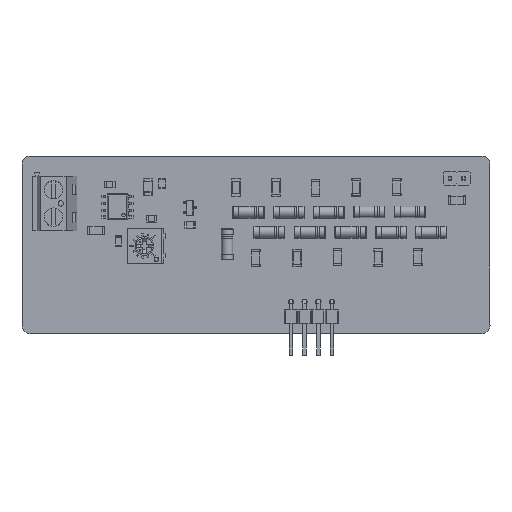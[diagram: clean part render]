
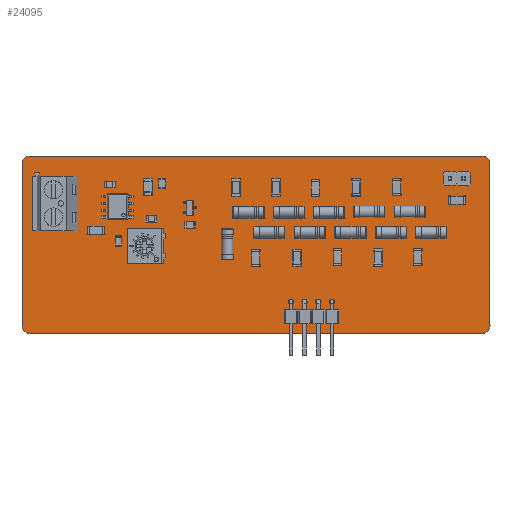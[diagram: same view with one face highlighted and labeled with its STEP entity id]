
A CAD part, top view. The second image highlights one B-rep face of the part: STEP entity #24095.
In plain terms, the highlighted planar face has unit normal (0, 0, 1).
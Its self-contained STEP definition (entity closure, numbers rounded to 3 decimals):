
#23825 = VERTEX_POINT('',#23826);
#23826 = CARTESIAN_POINT('',(180.086,-59.817,1.6));
#23832 = EDGE_CURVE('',#23825,#23833,#23835,.T.);
#23833 = VERTEX_POINT('',#23834);
#23834 = CARTESIAN_POINT('',(181.61,-61.366,1.6));
#23835 = CIRCLE('',#23836,1.524);
#23836 = AXIS2_PLACEMENT_3D('',#23837,#23838,#23839);
#23837 = CARTESIAN_POINT('',(180.086,-61.341,1.6));
#23838 = DIRECTION('',(0.,0.,-1.));
#23839 = DIRECTION('',(0.,1.,0.));
#23867 = VERTEX_POINT('',#23868);
#23868 = CARTESIAN_POINT('',(96.164,-59.817,1.6));
#23874 = EDGE_CURVE('',#23867,#23825,#23875,.T.);
#23875 = LINE('',#23876,#23877);
#23876 = CARTESIAN_POINT('',(96.164,-59.817,1.6));
#23877 = VECTOR('',#23878,1.);
#23878 = DIRECTION('',(1.,0.,0.));
#23896 = EDGE_CURVE('',#23833,#23897,#23899,.T.);
#23897 = VERTEX_POINT('',#23898);
#23898 = CARTESIAN_POINT('',(181.61,-91.288,1.6));
#23899 = LINE('',#23900,#23901);
#23900 = CARTESIAN_POINT('',(181.61,-61.366,1.6));
#23901 = VECTOR('',#23902,1.);
#23902 = DIRECTION('',(0.,-1.,0.));
#24095 = ADVANCED_FACE('',(#24096,#24142,#24153,#24164,#24175,#24186,
    #24197,#24208,#24219,#24230,#24241,#24252),#24263,.F.);
#24096 = FACE_BOUND('',#24097,.F.);
#24097 = EDGE_LOOP('',(#24098,#24099,#24100,#24109,#24117,#24126,#24134,
    #24141));
#24098 = ORIENTED_EDGE('',*,*,#23832,.T.);
#24099 = ORIENTED_EDGE('',*,*,#23896,.T.);
#24100 = ORIENTED_EDGE('',*,*,#24101,.T.);
#24101 = EDGE_CURVE('',#23897,#24102,#24104,.T.);
#24102 = VERTEX_POINT('',#24103);
#24103 = CARTESIAN_POINT('',(180.086,-92.812,1.6));
#24104 = CIRCLE('',#24105,1.524);
#24105 = AXIS2_PLACEMENT_3D('',#24106,#24107,#24108);
#24106 = CARTESIAN_POINT('',(180.086,-91.288,1.6));
#24107 = DIRECTION('',(0.,0.,-1.));
#24108 = DIRECTION('',(1.,0.,0.));
#24109 = ORIENTED_EDGE('',*,*,#24110,.T.);
#24110 = EDGE_CURVE('',#24102,#24111,#24113,.T.);
#24111 = VERTEX_POINT('',#24112);
#24112 = CARTESIAN_POINT('',(96.139,-92.812,1.6));
#24113 = LINE('',#24114,#24115);
#24114 = CARTESIAN_POINT('',(180.086,-92.812,1.6));
#24115 = VECTOR('',#24116,1.);
#24116 = DIRECTION('',(-1.,0.,0.));
#24117 = ORIENTED_EDGE('',*,*,#24118,.T.);
#24118 = EDGE_CURVE('',#24111,#24119,#24121,.T.);
#24119 = VERTEX_POINT('',#24120);
#24120 = CARTESIAN_POINT('',(94.615,-91.288,1.6));
#24121 = CIRCLE('',#24122,1.524);
#24122 = AXIS2_PLACEMENT_3D('',#24123,#24124,#24125);
#24123 = CARTESIAN_POINT('',(96.139,-91.288,1.6));
#24124 = DIRECTION('',(0.,0.,-1.));
#24125 = DIRECTION('',(0.,-1.,0.));
#24126 = ORIENTED_EDGE('',*,*,#24127,.T.);
#24127 = EDGE_CURVE('',#24119,#24128,#24130,.T.);
#24128 = VERTEX_POINT('',#24129);
#24129 = CARTESIAN_POINT('',(94.615,-61.341,1.6));
#24130 = LINE('',#24131,#24132);
#24131 = CARTESIAN_POINT('',(94.615,-91.288,1.6));
#24132 = VECTOR('',#24133,1.);
#24133 = DIRECTION('',(0.,1.,0.));
#24134 = ORIENTED_EDGE('',*,*,#24135,.T.);
#24135 = EDGE_CURVE('',#24128,#23867,#24136,.T.);
#24136 = CIRCLE('',#24137,1.524);
#24137 = AXIS2_PLACEMENT_3D('',#24138,#24139,#24140);
#24138 = CARTESIAN_POINT('',(96.139,-61.341,1.6));
#24139 = DIRECTION('',(0.,0.,-1.));
#24140 = DIRECTION('',(-1.,0.,0.));
#24141 = ORIENTED_EDGE('',*,*,#23874,.T.);
#24142 = FACE_BOUND('',#24143,.F.);
#24143 = EDGE_LOOP('',(#24144));
#24144 = ORIENTED_EDGE('',*,*,#24145,.F.);
#24145 = EDGE_CURVE('',#24146,#24146,#24148,.T.);
#24146 = VERTEX_POINT('',#24147);
#24147 = CARTESIAN_POINT('',(152.238,-87.438,1.6));
#24148 = CIRCLE('',#24149,0.5);
#24149 = AXIS2_PLACEMENT_3D('',#24150,#24151,#24152);
#24150 = CARTESIAN_POINT('',(152.238,-86.938,1.6));
#24151 = DIRECTION('',(-0.,0.,-1.));
#24152 = DIRECTION('',(-0.,-1.,0.));
#24153 = FACE_BOUND('',#24154,.F.);
#24154 = EDGE_LOOP('',(#24155));
#24155 = ORIENTED_EDGE('',*,*,#24156,.F.);
#24156 = EDGE_CURVE('',#24157,#24157,#24159,.T.);
#24157 = VERTEX_POINT('',#24158);
#24158 = CARTESIAN_POINT('',(149.698,-87.438,1.6));
#24159 = CIRCLE('',#24160,0.5);
#24160 = AXIS2_PLACEMENT_3D('',#24161,#24162,#24163);
#24161 = CARTESIAN_POINT('',(149.698,-86.938,1.6));
#24162 = DIRECTION('',(-0.,0.,-1.));
#24163 = DIRECTION('',(-0.,-1.,0.));
#24164 = FACE_BOUND('',#24165,.F.);
#24165 = EDGE_LOOP('',(#24166));
#24166 = ORIENTED_EDGE('',*,*,#24167,.F.);
#24167 = EDGE_CURVE('',#24168,#24168,#24170,.T.);
#24168 = VERTEX_POINT('',#24169);
#24169 = CARTESIAN_POINT('',(147.158,-87.438,1.6));
#24170 = CIRCLE('',#24171,0.5);
#24171 = AXIS2_PLACEMENT_3D('',#24172,#24173,#24174);
#24172 = CARTESIAN_POINT('',(147.158,-86.938,1.6));
#24173 = DIRECTION('',(-0.,0.,-1.));
#24174 = DIRECTION('',(-0.,-1.,0.));
#24175 = FACE_BOUND('',#24176,.F.);
#24176 = EDGE_LOOP('',(#24177));
#24177 = ORIENTED_EDGE('',*,*,#24178,.F.);
#24178 = EDGE_CURVE('',#24179,#24179,#24181,.T.);
#24179 = VERTEX_POINT('',#24180);
#24180 = CARTESIAN_POINT('',(144.618,-87.438,1.6));
#24181 = CIRCLE('',#24182,0.5);
#24182 = AXIS2_PLACEMENT_3D('',#24183,#24184,#24185);
#24183 = CARTESIAN_POINT('',(144.618,-86.938,1.6));
#24184 = DIRECTION('',(-0.,0.,-1.));
#24185 = DIRECTION('',(-0.,-1.,0.));
#24186 = FACE_BOUND('',#24187,.F.);
#24187 = EDGE_LOOP('',(#24188));
#24188 = ORIENTED_EDGE('',*,*,#24189,.F.);
#24189 = EDGE_CURVE('',#24190,#24190,#24192,.T.);
#24190 = VERTEX_POINT('',#24191);
#24191 = CARTESIAN_POINT('',(117.704,-79.427,1.6));
#24192 = CIRCLE('',#24193,0.357);
#24193 = AXIS2_PLACEMENT_3D('',#24194,#24195,#24196);
#24194 = CARTESIAN_POINT('',(117.704,-79.07,1.6));
#24195 = DIRECTION('',(-0.,0.,-1.));
#24196 = DIRECTION('',(-0.,-1.,0.));
#24197 = FACE_BOUND('',#24198,.F.);
#24198 = EDGE_LOOP('',(#24199));
#24199 = ORIENTED_EDGE('',*,*,#24200,.F.);
#24200 = EDGE_CURVE('',#24201,#24201,#24203,.T.);
#24201 = VERTEX_POINT('',#24202);
#24202 = CARTESIAN_POINT('',(115.164,-76.887,1.6));
#24203 = CIRCLE('',#24204,0.357);
#24204 = AXIS2_PLACEMENT_3D('',#24205,#24206,#24207);
#24205 = CARTESIAN_POINT('',(115.164,-76.53,1.6));
#24206 = DIRECTION('',(-0.,0.,-1.));
#24207 = DIRECTION('',(-0.,-1.,0.));
#24208 = FACE_BOUND('',#24209,.F.);
#24209 = EDGE_LOOP('',(#24210));
#24210 = ORIENTED_EDGE('',*,*,#24211,.F.);
#24211 = EDGE_CURVE('',#24212,#24212,#24214,.T.);
#24212 = VERTEX_POINT('',#24213);
#24213 = CARTESIAN_POINT('',(176.687,-64.457,1.6));
#24214 = CIRCLE('',#24215,0.5);
#24215 = AXIS2_PLACEMENT_3D('',#24216,#24217,#24218);
#24216 = CARTESIAN_POINT('',(176.687,-63.957,1.6));
#24217 = DIRECTION('',(-0.,0.,-1.));
#24218 = DIRECTION('',(-0.,-1.,0.));
#24219 = FACE_BOUND('',#24220,.F.);
#24220 = EDGE_LOOP('',(#24221));
#24221 = ORIENTED_EDGE('',*,*,#24222,.F.);
#24222 = EDGE_CURVE('',#24223,#24223,#24225,.T.);
#24223 = VERTEX_POINT('',#24224);
#24224 = CARTESIAN_POINT('',(174.147,-64.457,1.6));
#24225 = CIRCLE('',#24226,0.5);
#24226 = AXIS2_PLACEMENT_3D('',#24227,#24228,#24229);
#24227 = CARTESIAN_POINT('',(174.147,-63.957,1.6));
#24228 = DIRECTION('',(-0.,0.,-1.));
#24229 = DIRECTION('',(-0.,-1.,0.));
#24230 = FACE_BOUND('',#24231,.F.);
#24231 = EDGE_LOOP('',(#24232));
#24232 = ORIENTED_EDGE('',*,*,#24233,.F.);
#24233 = EDGE_CURVE('',#24234,#24234,#24236,.T.);
#24234 = VERTEX_POINT('',#24235);
#24235 = CARTESIAN_POINT('',(117.704,-74.347,1.6));
#24236 = CIRCLE('',#24237,0.357);
#24237 = AXIS2_PLACEMENT_3D('',#24238,#24239,#24240);
#24238 = CARTESIAN_POINT('',(117.704,-73.99,1.6));
#24239 = DIRECTION('',(-0.,0.,-1.));
#24240 = DIRECTION('',(-0.,-1.,0.));
#24241 = FACE_BOUND('',#24242,.F.);
#24242 = EDGE_LOOP('',(#24243));
#24243 = ORIENTED_EDGE('',*,*,#24244,.F.);
#24244 = EDGE_CURVE('',#24245,#24245,#24247,.T.);
#24245 = VERTEX_POINT('',#24246);
#24246 = CARTESIAN_POINT('',(100.711,-71.982,1.6));
#24247 = CIRCLE('',#24248,0.76);
#24248 = AXIS2_PLACEMENT_3D('',#24249,#24250,#24251);
#24249 = CARTESIAN_POINT('',(100.711,-71.222,1.6));
#24250 = DIRECTION('',(-0.,0.,-1.));
#24251 = DIRECTION('',(-0.,-1.,0.));
#24252 = FACE_BOUND('',#24253,.F.);
#24253 = EDGE_LOOP('',(#24254));
#24254 = ORIENTED_EDGE('',*,*,#24255,.F.);
#24255 = EDGE_CURVE('',#24256,#24256,#24258,.T.);
#24256 = VERTEX_POINT('',#24257);
#24257 = CARTESIAN_POINT('',(100.711,-66.902,1.6));
#24258 = CIRCLE('',#24259,0.76);
#24259 = AXIS2_PLACEMENT_3D('',#24260,#24261,#24262);
#24260 = CARTESIAN_POINT('',(100.711,-66.142,1.6));
#24261 = DIRECTION('',(-0.,0.,-1.));
#24262 = DIRECTION('',(-0.,-1.,0.));
#24263 = PLANE('',#24264);
#24264 = AXIS2_PLACEMENT_3D('',#24265,#24266,#24267);
#24265 = CARTESIAN_POINT('',(138.112,-76.314,1.6));
#24266 = DIRECTION('',(-0.,-0.,-1.));
#24267 = DIRECTION('',(-1.,0.,0.));
